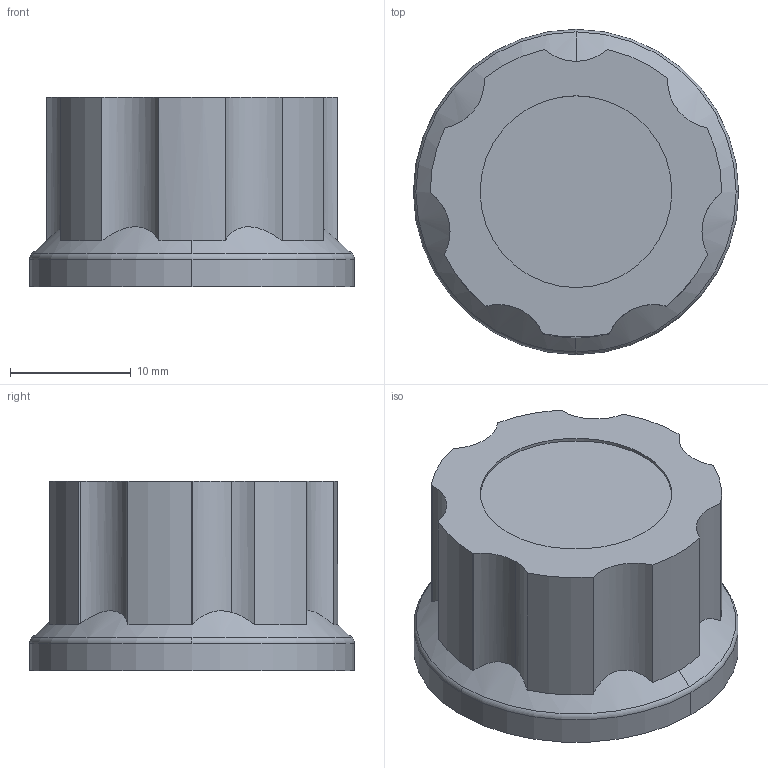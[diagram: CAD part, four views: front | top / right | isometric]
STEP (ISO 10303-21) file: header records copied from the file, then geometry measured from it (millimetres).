
FILE_DESCRIPTION((''),'2;1');
FILE_NAME('knob.stp','2002-01-15T18:31:14',('Administrator'),(''),'Autodesk Inventor (tm) 3.0','Autodesk Inventor (tm) 3.0','');
FILE_SCHEMA(('CONFIG_CONTROL_DESIGN'));
Length unit declared in the file: inch
Products named in the file (3): knob; knob1; knob2
Assembly tree (2 placements, depth 2):
  knob
    knob1
    knob2
Bounding box: 26.92 x 26.92 x 15.7 mm (x, y, z)
Volume: 5748.2 mm3; surface area: 3196.6 mm2
Topology: 2 solids, 2 shells, 43 faces, 108 edges, 72 vertices
Faces by surface type: cylinder 32, plane 7, cone 2, torus 2
Entity records: 1833 total; most frequent: CARTESIAN_POINT 400, DIRECTION 246, ORIENTED_EDGE 216, EDGE_CURVE 108, AXIS2_PLACEMENT_3D 106, VERTEX_POINT 72, CIRCLE 58, EDGE_LOOP 48
